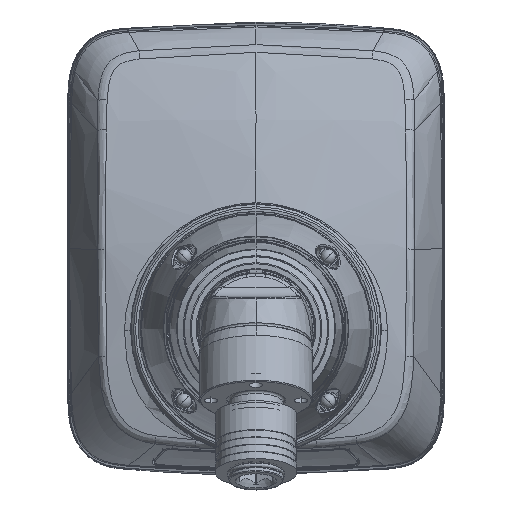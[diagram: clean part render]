
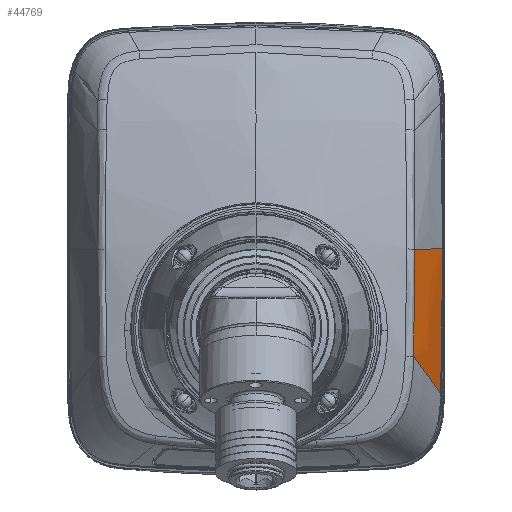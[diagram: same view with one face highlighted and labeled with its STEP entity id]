
A CAD part, top view. The second image highlights one B-rep face of the part: STEP entity #44769.
In plain terms, the highlighted free-form (B-spline) face has degree [3, 3] with [5, 7] control points.
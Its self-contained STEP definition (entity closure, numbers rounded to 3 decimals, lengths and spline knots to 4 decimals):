
#6102=CARTESIAN_POINT('',(1.2116,-0.1975,
-5.4941));
#6141=CARTESIAN_POINT('',(1.4348,0.6299,
-6.0873));
#6142=CARTESIAN_POINT('',(1.4349,0.5918,
-6.0876));
#6143=CARTESIAN_POINT('',(1.4351,0.5096,
-6.088));
#6144=CARTESIAN_POINT('',(1.4346,0.3623,
-6.0877));
#6145=CARTESIAN_POINT('',(1.4334,0.2098,
-6.0869));
#6146=CARTESIAN_POINT('',(1.4319,0.0661,
-6.0868));
#6147=CARTESIAN_POINT('',(1.43,-0.0646,
-6.0869));
#6148=CARTESIAN_POINT('',(1.4275,-0.1852,
-6.0866));
#6149=CARTESIAN_POINT('',(1.4248,-0.2953,
-6.0862));
#6150=CARTESIAN_POINT('',(1.422,-0.3951,
-6.0862));
#6151=CARTESIAN_POINT('',(1.4202,-0.4549,
-6.0868));
#6152=CARTESIAN_POINT('',(1.4193,-0.4831,
-6.0871));
#6154=CARTESIAN_POINT('',(1.4193,-0.4831,
-6.0871));
#6155=CARTESIAN_POINT('',(1.387,-0.4332,
-5.9819));
#6156=CARTESIAN_POINT('',(1.3155,-0.3265,
-5.759));
#6157=CARTESIAN_POINT('',(1.2425,-0.232,
-5.5644));
#6158=CARTESIAN_POINT('',(1.2116,-0.1975,
-5.4941));
#6160=CARTESIAN_POINT('',(1.2116,-0.1975,
-5.4941));
#6161=CARTESIAN_POINT('',(1.2125,-0.1492,
-5.493));
#6162=CARTESIAN_POINT('',(1.2141,-0.0538,
-5.4918));
#6163=CARTESIAN_POINT('',(1.216,0.0876,
-5.4929));
#6164=CARTESIAN_POINT('',(1.2174,0.2255,
-5.4969));
#6165=CARTESIAN_POINT('',(1.2185,0.3599,
-5.5037));
#6166=CARTESIAN_POINT('',(1.2192,0.4912,
-5.5133));
#6167=CARTESIAN_POINT('',(1.2195,0.5776,
-5.5214));
#6168=CARTESIAN_POINT('',(1.2196,0.6203,
-5.5259));
#6169=CARTESIAN_POINT('',(1.2196,0.6203,
-5.5259));
#6171=CARTESIAN_POINT('',(1.4348,0.6299,
-6.0873));
#6172=CARTESIAN_POINT('',(1.4076,0.6296,
-6.0071));
#6173=CARTESIAN_POINT('',(1.3324,0.6253,
-5.7994));
#6174=CARTESIAN_POINT('',(1.2514,0.621,
-5.5976));
#6175=CARTESIAN_POINT('',(1.2196,0.6203,
-5.5259));
#33774=CARTESIAN_POINT('',(1.4193,-0.4831,
-6.0871));
#33775=VERTEX_POINT('',#33774);
#33776=VERTEX_POINT('',#6102);
#33778=VERTEX_POINT('',#6141);
#33780=VERTEX_POINT('',#6175);
#44725=CARTESIAN_POINT('',(1.4379,0.6411,
-6.0965));
#44726=CARTESIAN_POINT('',(1.4378,0.5195,
-6.0961));
#44727=CARTESIAN_POINT('',(1.4368,0.2712,
-6.0951));
#44728=CARTESIAN_POINT('',(1.4327,-0.0406,
-6.094));
#44729=CARTESIAN_POINT('',(1.4269,-0.2977,
-6.0934));
#44730=CARTESIAN_POINT('',(1.4231,-0.428,
-6.0932));
#44731=CARTESIAN_POINT('',(1.4209,-0.4947,
-6.0932));
#44732=CARTESIAN_POINT('',(1.4108,0.6403,
-6.016));
#44733=CARTESIAN_POINT('',(1.4099,0.5252,
-6.0119));
#44734=CARTESIAN_POINT('',(1.4097,0.2913,
-6.0034));
#44735=CARTESIAN_POINT('',(1.4071,-0.0035,
-5.994));
#44736=CARTESIAN_POINT('',(1.3991,-0.2507,
-5.9885));
#44737=CARTESIAN_POINT('',(1.3923,-0.3781,
-5.9868));
#44738=CARTESIAN_POINT('',(1.3878,-0.4441,
-5.9863));
#44739=CARTESIAN_POINT('',(1.333,0.6346,
-5.801));
#44740=CARTESIAN_POINT('',(1.3323,0.5336,
-5.7938));
#44741=CARTESIAN_POINT('',(1.3328,0.331,
-5.7802));
#44742=CARTESIAN_POINT('',(1.3316,0.0737,
-5.7664));
#44743=CARTESIAN_POINT('',(1.3249,-0.1506,
-5.7592));
#44744=CARTESIAN_POINT('',(1.3187,-0.2704,
-5.7574));
#44745=CARTESIAN_POINT('',(1.3145,-0.3341,
-5.7573));
#44746=CARTESIAN_POINT('',(1.2489,0.6289,
-5.5922));
#44747=CARTESIAN_POINT('',(1.249,0.5407,
-5.5844));
#44748=CARTESIAN_POINT('',(1.249,0.3668,
-5.5718));
#44749=CARTESIAN_POINT('',(1.2474,0.1435,
-5.5617));
#44750=CARTESIAN_POINT('',(1.2441,-0.0608,
-5.5576));
#44751=CARTESIAN_POINT('',(1.2415,-0.1748,
-5.5574));
#44752=CARTESIAN_POINT('',(1.2398,-0.237,
-5.5581));
#44753=CARTESIAN_POINT('',(1.2166,0.6279,
-5.5199));
#44754=CARTESIAN_POINT('',(1.2166,0.5443,
-5.5114));
#44755=CARTESIAN_POINT('',(1.2163,0.3812,
-5.4983));
#44756=CARTESIAN_POINT('',(1.2145,0.1704,
-5.4887));
#44757=CARTESIAN_POINT('',(1.2116,-0.0273,
-5.4854));
#44758=CARTESIAN_POINT('',(1.2095,-0.1399,
-5.4859));
#44759=CARTESIAN_POINT('',(1.2081,-0.2021,
-5.4869));
#44760=B_SPLINE_SURFACE_WITH_KNOTS('',3,3,((#44725,#44726,#44727,#44728,#44729,
#44730,#44731),(#44732,#44733,#44734,#44735,#44736,#44737,#44738),(#44739,
#44740,#44741,#44742,#44743,#44744,#44745),(#44746,#44747,#44748,#44749,#44750,
#44751,#44752),(#44753,#44754,#44755,#44756,#44757,#44758,#44759)),
.UNSPECIFIED.,.F.,.F.,.F.,(4,1,4),(4,1,1,1,4),(0.0198,0.5,
0.9276),(-0.01,0.317,0.6585,0.8293,
1.0078),.UNSPECIFIED.);
#44762=ORIENTED_EDGE('',*,*,#44761,.F.);
#44763=ORIENTED_EDGE('',*,*,#44717,.T.);
#44764=ORIENTED_EDGE('',*,*,#44645,.T.);
#44766=ORIENTED_EDGE('',*,*,#44765,.T.);
#44767=EDGE_LOOP('',(#44762,#44763,#44764,#44766));
#44768=FACE_OUTER_BOUND('',#44767,.F.);
#44769=ADVANCED_FACE('',(#44768),#44760,.T.);
#6153=B_SPLINE_CURVE_WITH_KNOTS('',3,(#6141,#6142,#6143,#6144,#6145,#6146,#6147,
#6148,#6149,#6150,#6151,#6152),.UNSPECIFIED.,.F.,.F.,(4,1,1,1,1,1,1,1,1,4),
(0.,0.1111,0.2222,0.3333,0.4444,
0.5556,0.6667,0.7778,0.8889,1.),
.UNSPECIFIED.);
#6159=B_SPLINE_CURVE_WITH_KNOTS('',3,(#6154,#6155,#6156,#6157,#6158),
.UNSPECIFIED.,.F.,.F.,(4,1,4),(0.,0.5329,1.),.UNSPECIFIED.);
#6170=B_SPLINE_CURVE_WITH_KNOTS('',3,(#6160,#6161,#6162,#6163,#6164,#6165,#6166,
#6167,#6168,#6169),.UNSPECIFIED.,.F.,.F.,(4,1,1,1,1,1,1,4),(0.,
0.1769,0.3495,0.5178,0.682,
0.8425,1.,1.),.UNSPECIFIED.);
#6176=B_SPLINE_CURVE_WITH_KNOTS('',3,(#6171,#6172,#6173,#6174,#6175),
.UNSPECIFIED.,.F.,.F.,(4,1,4),(0.,0.5273,1.),.UNSPECIFIED.);
#44645=EDGE_CURVE('',#33775,#33776,#6159,.T.);
#44717=EDGE_CURVE('',#33778,#33775,#6153,.T.);
#44761=EDGE_CURVE('',#33778,#33780,#6176,.T.);
#44765=EDGE_CURVE('',#33776,#33780,#6170,.T.);
